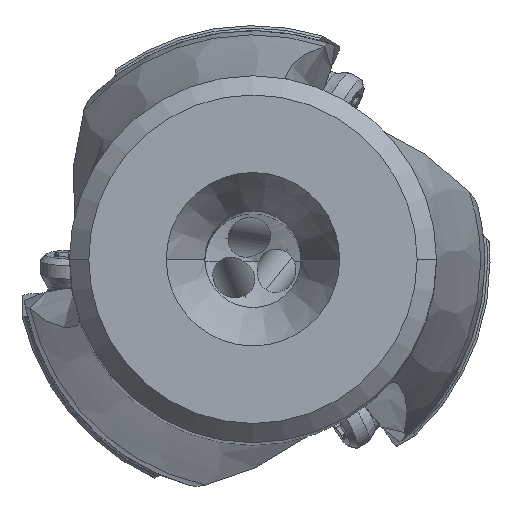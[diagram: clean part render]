
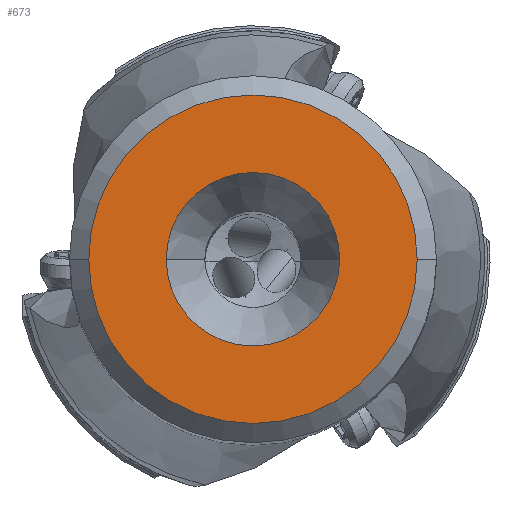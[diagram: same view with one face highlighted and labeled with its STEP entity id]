
A CAD part, top view. The second image highlights one B-rep face of the part: STEP entity #673.
In plain terms, the highlighted planar face has unit normal (0, 0, 1).
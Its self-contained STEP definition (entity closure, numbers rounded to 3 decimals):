
#673=ADVANCED_FACE('',(#887,#888),#858,.T.);
#858=PLANE('',#5953);
#887=FACE_BOUND('',#1046,.T.);
#888=FACE_BOUND('',#1047,.T.);
#1046=EDGE_LOOP('',(#2891,#2892));
#1047=EDGE_LOOP('',(#2893,#2894));
#1787=CIRCLE('',#5945,8.525);
#1788=CIRCLE('',#5947,8.525);
#1790=CIRCLE('',#5951,4.5);
#1791=CIRCLE('',#5952,4.5);
#2891=ORIENTED_EDGE('',*,*,#4754,.F.);
#2892=ORIENTED_EDGE('',*,*,#4752,.F.);
#2893=ORIENTED_EDGE('',*,*,#4756,.F.);
#2894=ORIENTED_EDGE('',*,*,#4757,.F.);
#4028=VERTEX_POINT('',#12161);
#4029=VERTEX_POINT('',#12163);
#4030=VERTEX_POINT('',#12171);
#4031=VERTEX_POINT('',#12172);
#4752=EDGE_CURVE('',#4028,#4029,#1787,.T.);
#4754=EDGE_CURVE('',#4029,#4028,#1788,.T.);
#4756=EDGE_CURVE('',#4030,#4031,#1790,.T.);
#4757=EDGE_CURVE('',#4031,#4030,#1791,.T.);
#5945=AXIS2_PLACEMENT_3D('',#12162,#6994,#6995);
#5947=AXIS2_PLACEMENT_3D('',#12166,#6999,#7000);
#5951=AXIS2_PLACEMENT_3D('',#12170,#7007,#7008);
#5952=AXIS2_PLACEMENT_3D('',#12173,#7009,#7010);
#5953=AXIS2_PLACEMENT_3D('',#12174,#7011,#7012);
#6994=DIRECTION('',(0.,0.,-1.));
#6995=DIRECTION('',(-1.,0.,0.));
#6999=DIRECTION('',(0.,0.,-1.));
#7000=DIRECTION('',(1.,0.,0.));
#7007=DIRECTION('',(0.,0.,1.));
#7008=DIRECTION('',(-1.,0.,0.));
#7009=DIRECTION('',(0.,0.,1.));
#7010=DIRECTION('',(1.,0.,0.));
#7011=DIRECTION('',(0.,0.,1.));
#7012=DIRECTION('',(1.,0.,0.));
#12161=CARTESIAN_POINT('',(-8.525,0.,0.));
#12162=CARTESIAN_POINT('',(0.,0.,0.));
#12163=CARTESIAN_POINT('',(8.525,0.,0.));
#12166=CARTESIAN_POINT('',(0.,0.,0.));
#12170=CARTESIAN_POINT('',(0.,0.,0.));
#12171=CARTESIAN_POINT('',(-4.5,0.,0.));
#12172=CARTESIAN_POINT('',(4.5,0.,0.));
#12173=CARTESIAN_POINT('',(0.,0.,0.));
#12174=CARTESIAN_POINT('',(0.,0.,0.));
